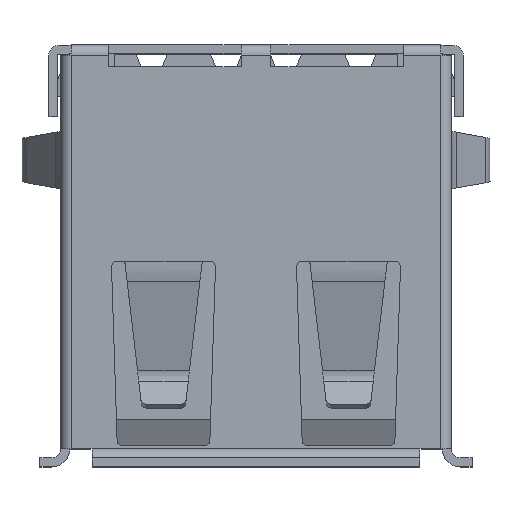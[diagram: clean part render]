
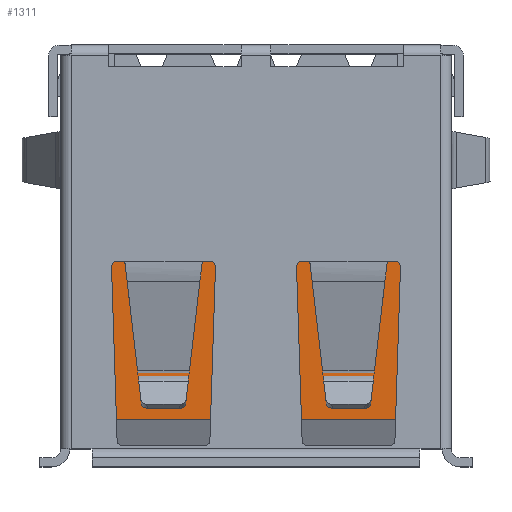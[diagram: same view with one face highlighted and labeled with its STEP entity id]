
A CAD part, top view. The second image highlights one B-rep face of the part: STEP entity #1311.
In plain terms, the highlighted planar face has unit normal (0, 0, 1).
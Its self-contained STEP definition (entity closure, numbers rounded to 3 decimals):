
#1311 = ADVANCED_FACE( '', ( #2811 ), #2812, .T. );
#2811 = FACE_OUTER_BOUND( '', #4557, .T. );
#2812 = PLANE( '', #4558 );
#4557 = EDGE_LOOP( '', ( #8340, #8341, #8342, #8343 ) );
#4558 = AXIS2_PLACEMENT_3D( '', #8344, #8345, #8346 );
#8340 = ORIENTED_EDGE( '', *, *, #12271, .F. );
#8341 = ORIENTED_EDGE( '', *, *, #12272, .T. );
#8342 = ORIENTED_EDGE( '', *, *, #12273, .T. );
#8343 = ORIENTED_EDGE( '', *, *, #12274, .F. );
#8344 = CARTESIAN_POINT( '', ( -5.5, -10.85, 2.7 ) );
#8345 = DIRECTION( '', ( 0., 0., 1. ) );
#8346 = DIRECTION( '', ( 1., 0., 0. ) );
#12271 = EDGE_CURVE( '', #15353, #15354, #15355, .T. );
#12272 = EDGE_CURVE( '', #15353, #15356, #15357, .T. );
#12273 = EDGE_CURVE( '', #15356, #15358, #15359, .T. );
#12274 = EDGE_CURVE( '', #15354, #15358, #15360, .T. );
#15353 = VERTEX_POINT( '', #19624 );
#15354 = VERTEX_POINT( '', #19625 );
#15355 = LINE( '', #19626, #19627 );
#15356 = VERTEX_POINT( '', #19628 );
#15357 = LINE( '', #19629, #19630 );
#15358 = VERTEX_POINT( '', #19631 );
#15359 = LINE( '', #19632, #19633 );
#15360 = LINE( '', #19634, #19635 );
#19624 = CARTESIAN_POINT( '', ( -5.5, -9.85, 2.7 ) );
#19625 = CARTESIAN_POINT( '', ( -5.5, -2.4, 2.7 ) );
#19626 = CARTESIAN_POINT( '', ( -5.5, -10.85, 2.7 ) );
#19627 = VECTOR( '', #22180, 1000. );
#19628 = CARTESIAN_POINT( '', ( 5.5, -9.85, 2.7 ) );
#19629 = CARTESIAN_POINT( '', ( 5.5, -9.85, 2.7 ) );
#19630 = VECTOR( '', #22181, 1000. );
#19631 = CARTESIAN_POINT( '', ( 5.5, -2.4, 2.7 ) );
#19632 = CARTESIAN_POINT( '', ( 5.5, -10.85, 2.7 ) );
#19633 = VECTOR( '', #22182, 1000. );
#19634 = CARTESIAN_POINT( '', ( -5.5, -2.4, 2.7 ) );
#19635 = VECTOR( '', #22183, 1000. );
#22180 = DIRECTION( '', ( 0., 1., 0. ) );
#22181 = DIRECTION( '', ( 1., 0., 0. ) );
#22182 = DIRECTION( '', ( 0., 1., 0. ) );
#22183 = DIRECTION( '', ( 1., 0., 0. ) );
